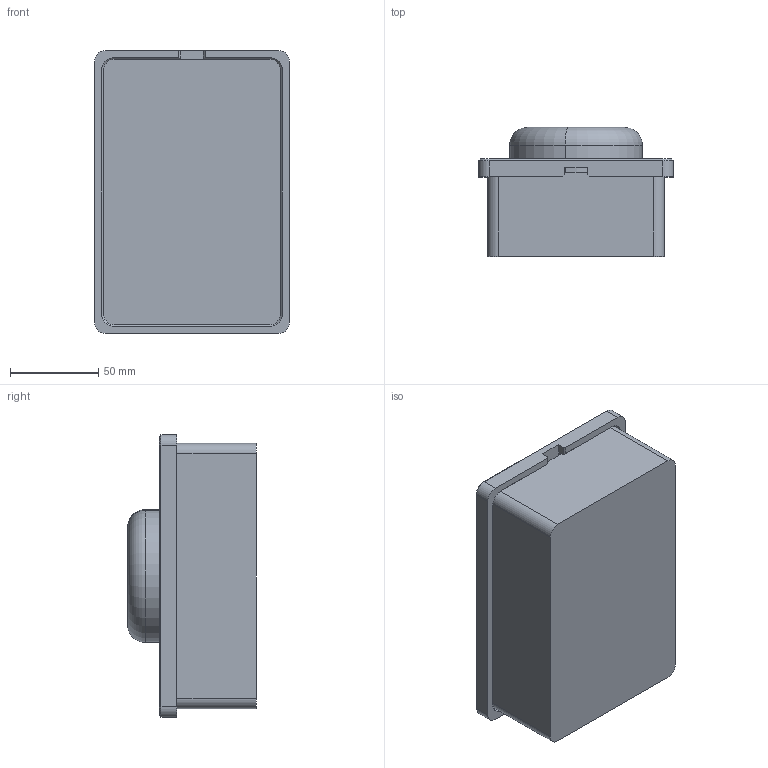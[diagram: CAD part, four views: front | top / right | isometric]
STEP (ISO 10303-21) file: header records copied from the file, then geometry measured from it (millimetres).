
FILE_DESCRIPTION (( 'STEP AP214' ), '1' );
FILE_NAME ('Electronics_Box_Assembly.STEP', '2020-12-08T10:41:31', ( '' ), ( '' ), 'SwSTEP 2.0', 'SolidWorks 2019', '' );
FILE_SCHEMA (( 'AUTOMOTIVE_DESIGN' ));
Length unit declared in the file: inch
Products named in the file (5): Electronics_Box_Button; Electronics_Box_Assembly; Electronics_Box_Bottom; Electronics_Box_Top; 93395A296_TYPE 316 SS FLAT-HEAD SOCKET CAP SCREW_93395A296
Assembly tree (7 placements, depth 2):
  Electronics_Box_Assembly
    Electronics_Box_Bottom
    Electronics_Box_Top
    Electronics_Box_Button
    93395A296_TYPE 316 SS FLAT-HEAD SOCKET CAP SCREW_93395A296  x4
Bounding box: 110 x 72.93 x 160 mm (x, y, z)
Volume: 432613.2 mm3; surface area: 126485.1 mm2
Topology: 7 solids, 7 shells, 294 faces, 712 edges, 432 vertices
Faces by surface type: cylinder 116, cone 84, plane 84, bspline 8, torus 2
Entity records: 6070 total; most frequent: CARTESIAN_POINT 1837, DIRECTION 868, ORIENTED_EDGE 826, EDGE_CURVE 413, AXIS2_PLACEMENT_3D 321, VERTEX_POINT 255, LINE 226, VECTOR 226
